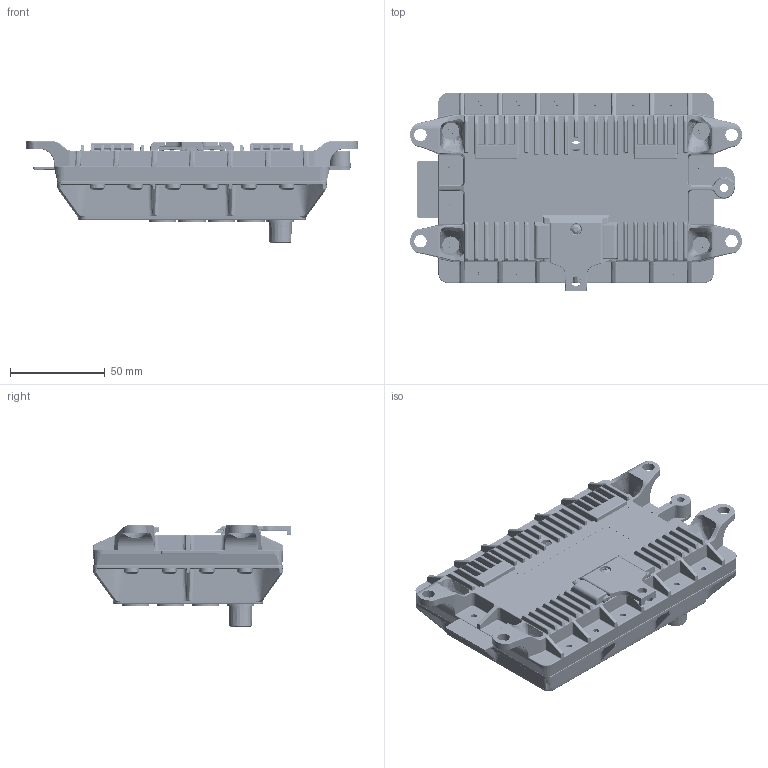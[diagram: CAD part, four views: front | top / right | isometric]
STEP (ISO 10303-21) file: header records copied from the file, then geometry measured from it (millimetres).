
FILE_DESCRIPTION (( 'STEP AP203' ), '1' );
FILE_NAME ('9641-0300_assembly_cs8.STEP', '2011-03-17T07:39:27', ( '' ), ( '' ), 'SwSTEP 2.0', 'SolidWorks 2010', '' );
FILE_SCHEMA (( 'CONFIG_CONTROL_DESIGN' ));
Products named in the file (8): 9641-0300_assembly_cs8; 9003-0114_and_0115_model_8p färre flänsar; foil_rail_IP-CS8_IP-CS8; Assy.Encl.DIN.lock 2-slot_gjute; 9003-0151_&_9003-0156_9003-0156_IP-CS8 ; MRT-TT-M4x8H-steel-fzb-Bufab_MRT-TT-M4x8H-steel-fzb-Bufab; etikett 090427; MRT-TT-M2.5x6H-steel-fzb-Bufab_MRT-TT-M2.5x6H-steel-fzb-Bufab
Assembly tree (26 placements, depth 2):
  9641-0300_assembly_cs8
    MRT-TT-M4x8H-steel-fzb-Bufab_MRT-TT-M4x8H-steel-fzb-Bufab  x20
    MRT-TT-M2.5x6H-steel-fzb-Bufab_MRT-TT-M2.5x6H-steel-fzb-Bufab
    etikett 090427
    9003-0151_&_9003-0156_9003-0156_IP-CS8 
    Assy.Encl.DIN.lock 2-slot_gjute
    9003-0114_and_0115_model_8p färre flänsar
    foil_rail_IP-CS8_IP-CS8
Bounding box: 174.99 x 104.36 x 53.4 mm (x, y, z)
Volume: 129506.3 mm3; surface area: 139757.9 mm2
Topology: 26 solids, 26 shells, 8470 faces, 20924 edges, 12560 vertices
Faces by surface type: bspline 2015, cylinder 1861, plane 1805, cone 1420, torus 1232, sphere 137
Entity records: 244754 total; most frequent: CARTESIAN_POINT 122246, ORIENTED_EDGE 28602, DIRECTION 20645, EDGE_CURVE 14301, VERTEX_POINT 8760, AXIS2_PLACEMENT_3D 7438, EDGE_LOOP 6225, ADVANCED_FACE 5810
